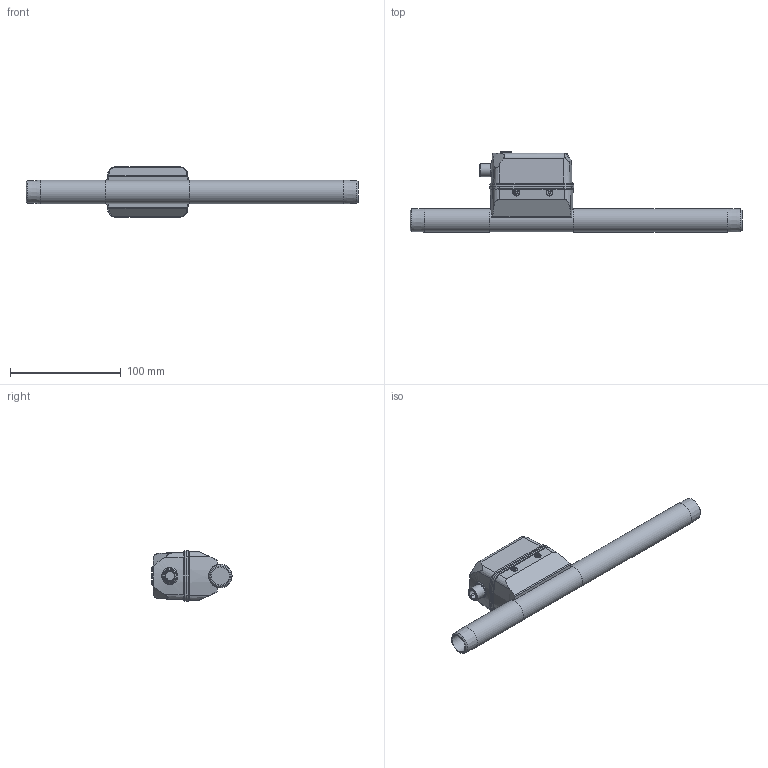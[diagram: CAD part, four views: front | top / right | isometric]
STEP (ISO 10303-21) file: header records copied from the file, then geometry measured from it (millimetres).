
FILE_DESCRIPTION( ( 'STEP AP203' ), '1' );
FILE_NAME( 'SD6500.stp', '2019-08-20T08:19:04', ( '' ), ( '' ), ' ', 'PARTsolutions', ' ' );
FILE_SCHEMA( ( 'CONFIG_CONTROL_DESIGN' ) );
Length unit declared in the file: millimetre
Products named in the file (1): _SD6500
Bounding box: 300 x 72.43 x 45.4 mm (x, y, z)
Volume: 258824.1 mm3; surface area: 37270.7 mm2
Topology: 1 solids, 1 shells, 232 faces, 609 edges, 400 vertices
Faces by surface type: plane 96, cylinder 82, cone 40, torus 9, sphere 5
Full cylindrical faces by diameter (mm): 4.45 x3, 5.5 x2, 8.45 x1, 12 x1, 16.3 x2, 20.95 x1, 21.3 x2
Entity records: 7392 total; most frequent: CARTESIAN_POINT 1656, DIRECTION 1232, ORIENTED_EDGE 1128, EDGE_CURVE 564, AXIS2_PLACEMENT_3D 465, VERTEX_POINT 391, LINE 302, VECTOR 302
